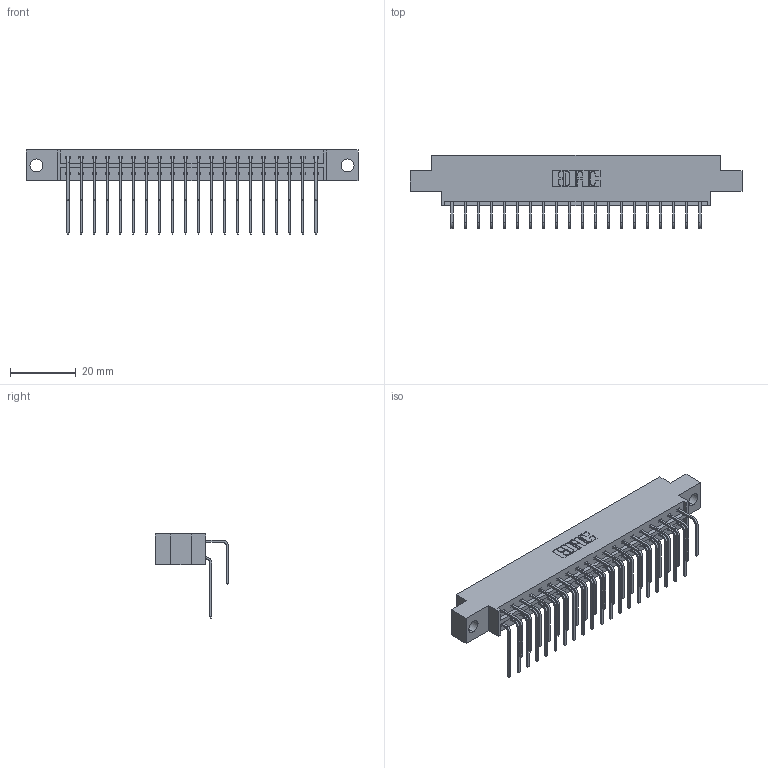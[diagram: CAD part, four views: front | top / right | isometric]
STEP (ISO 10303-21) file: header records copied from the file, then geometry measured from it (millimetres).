
FILE_DESCRIPTION (( 'STEP AP203' ), '1' );
FILE_NAME ('833-040-558-804.STEP', '2020-06-03T18:04:08', ( '' ), ( '' ), 'SwSTEP 2.0', 'SolidWorks 2020', '' );
FILE_SCHEMA (( 'CONFIG_CONTROL_DESIGN' ));
Length unit declared in the file: inch
Products named in the file (4): 345-292-001_558 559 Tail - 1; 833-040-558-804; 833 Part_Offset - .156 Dia - TH; 345-292-001_558 Tail - 2
Assembly tree (41 placements, depth 2):
  833-040-558-804
    833 Part_Offset - .156 Dia - TH
    345-292-001_558 559 Tail - 1  x20
    345-292-001_558 Tail - 2  x20
Bounding box: 100.79 x 22.17 x 25.53 mm (x, y, z)
Volume: 9999.2 mm3; surface area: 12754.7 mm2
Topology: 41 solids, 41 shells, 2278 faces, 6763 edges, 4454 vertices
Faces by surface type: plane 1594, cylinder 684
Entity records: 17631 total; most frequent: CARTESIAN_POINT 3001, ORIENTED_EDGE 2886, DIRECTION 2583, EDGE_CURVE 1443, VECTOR 1275, LINE 1275, VERTEX_POINT 958, AXIS2_PLACEMENT_3D 654
